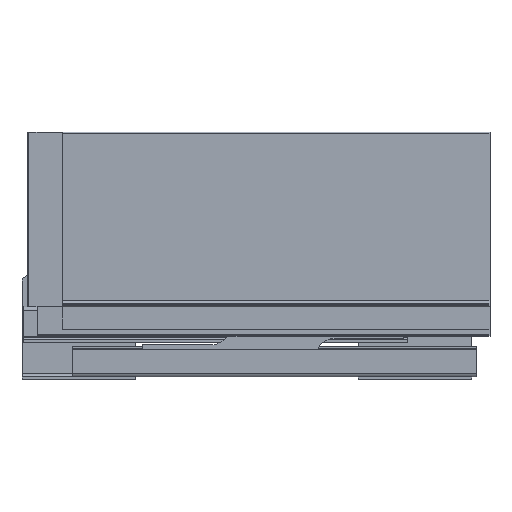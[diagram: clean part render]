
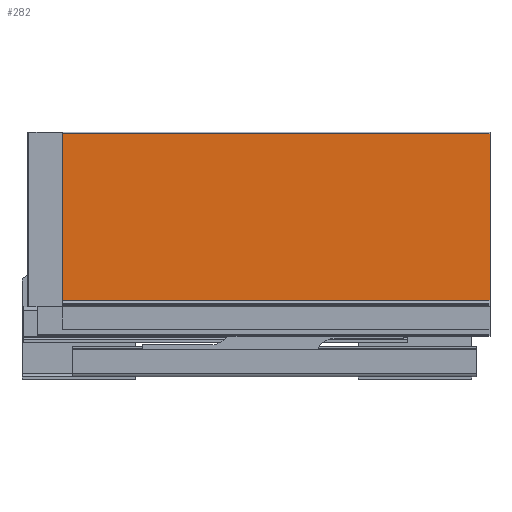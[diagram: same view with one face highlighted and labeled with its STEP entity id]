
A CAD part, top view. The second image highlights one B-rep face of the part: STEP entity #282.
In plain terms, the highlighted planar face has unit normal (0, 0, 1).
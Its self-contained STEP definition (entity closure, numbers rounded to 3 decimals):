
#108 = CARTESIAN_POINT ( 'NONE',  ( -262., 116., 14. ) ) ;
#282 = ADVANCED_FACE ( 'NONE', ( #7902 ), #9290, .T. ) ;
#968 = VERTEX_POINT ( 'NONE', #2168 ) ;
#1205 = DIRECTION ( 'NONE',  ( 0., -1., 0. ) ) ;
#1218 = VECTOR ( 'NONE', #2182, 1000. ) ;
#1693 = CARTESIAN_POINT ( 'NONE',  ( -245.5, 116., 14. ) ) ;
#1918 = CARTESIAN_POINT ( 'NONE',  ( -245.5, 20.5, 14. ) ) ;
#2168 = CARTESIAN_POINT ( 'NONE',  ( 0., 116., 14. ) ) ;
#2182 = DIRECTION ( 'NONE',  ( 0., -1., 0. ) ) ;
#2375 = VERTEX_POINT ( 'NONE', #5951 ) ;
#2408 = LINE ( 'NONE', #1693, #8168 ) ;
#2475 = ORIENTED_EDGE ( 'NONE', *, *, #6257, .T. ) ;
#2824 = VECTOR ( 'NONE', #5615, 1000. ) ;
#2986 = DIRECTION ( 'NONE',  ( 1., 0., 0. ) ) ;
#3439 = CARTESIAN_POINT ( 'NONE',  ( -262., 116., 14. ) ) ;
#3564 = CARTESIAN_POINT ( 'NONE',  ( 0., 20.5, 14. ) ) ;
#3707 = ORIENTED_EDGE ( 'NONE', *, *, #5294, .T. ) ;
#3816 = VECTOR ( 'NONE', #2986, 1000. ) ;
#4288 = EDGE_CURVE ( 'NONE', #2375, #968, #5940, .T. ) ;
#4336 = EDGE_CURVE ( 'NONE', #968, #8963, #5802, .T. ) ;
#4960 = VERTEX_POINT ( 'NONE', #1918 ) ;
#5294 = EDGE_CURVE ( 'NONE', #4960, #8963, #7745, .T. ) ;
#5367 = DIRECTION ( 'NONE',  ( 0., -1., 0. ) ) ;
#5470 = ORIENTED_EDGE ( 'NONE', *, *, #4288, .F. ) ;
#5490 = AXIS2_PLACEMENT_3D ( 'NONE', #3439, #8530, #1205 ) ;
#5615 = DIRECTION ( 'NONE',  ( 1., 0., 0. ) ) ;
#5802 = LINE ( 'NONE', #8701, #1218 ) ;
#5940 = LINE ( 'NONE', #108, #3816 ) ;
#5951 = CARTESIAN_POINT ( 'NONE',  ( -245.5, 116., 14. ) ) ;
#6257 = EDGE_CURVE ( 'NONE', #2375, #4960, #2408, .T. ) ;
#7745 = LINE ( 'NONE', #3564, #2824 ) ;
#7799 = EDGE_LOOP ( 'NONE', ( #5470, #2475, #3707, #8344 ) ) ;
#7902 = FACE_OUTER_BOUND ( 'NONE', #7799, .T. ) ;
#8168 = VECTOR ( 'NONE', #5367, 1000. ) ;
#8344 = ORIENTED_EDGE ( 'NONE', *, *, #4336, .F. ) ;
#8530 = DIRECTION ( 'NONE',  ( 0., 0., 1. ) ) ;
#8701 = CARTESIAN_POINT ( 'NONE',  ( 0., 116., 14. ) ) ;
#8774 = CARTESIAN_POINT ( 'NONE',  ( 0., 20.5, 14. ) ) ;
#8963 = VERTEX_POINT ( 'NONE', #8774 ) ;
#9290 = PLANE ( 'NONE',  #5490 ) ;
